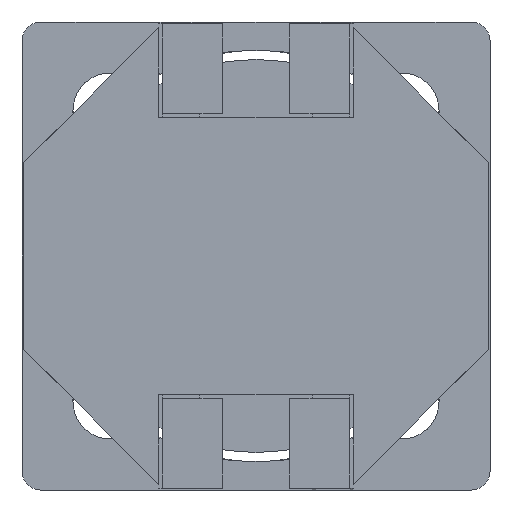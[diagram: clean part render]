
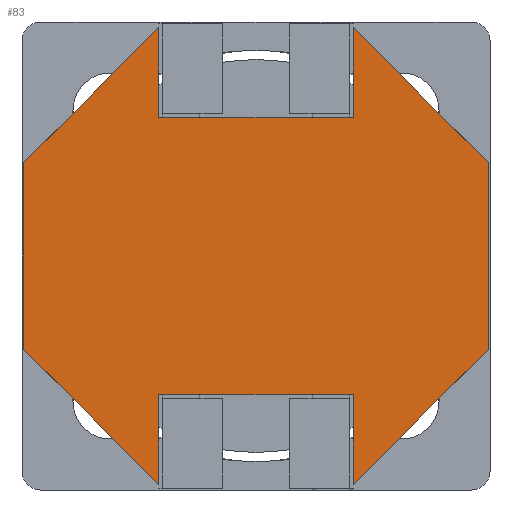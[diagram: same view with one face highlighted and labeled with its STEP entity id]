
A CAD part, front view. The second image highlights one B-rep face of the part: STEP entity #83.
In plain terms, the highlighted planar face has unit normal (0, -1, 0).
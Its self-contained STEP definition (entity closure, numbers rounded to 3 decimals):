
#83=ADVANCED_FACE('',(#222),#223,.F.);
#222=FACE_OUTER_BOUND('',#425,.T.);
#223=PLANE('',#426);
#425=EDGE_LOOP('',(#927,#928,#929,#930,#931,#932,#933,#934,#935,#936,#937,#938));
#426=AXIS2_PLACEMENT_3D('',#939,#940,#941);
#927=ORIENTED_EDGE('',*,*,#1743,.F.);
#928=ORIENTED_EDGE('',*,*,#1753,.T.);
#929=ORIENTED_EDGE('',*,*,#1754,.T.);
#930=ORIENTED_EDGE('',*,*,#1755,.T.);
#931=ORIENTED_EDGE('',*,*,#1756,.F.);
#932=ORIENTED_EDGE('',*,*,#1757,.F.);
#933=ORIENTED_EDGE('',*,*,#1758,.F.);
#934=ORIENTED_EDGE('',*,*,#1759,.T.);
#935=ORIENTED_EDGE('',*,*,#1656,.T.);
#936=ORIENTED_EDGE('',*,*,#1650,.T.);
#937=ORIENTED_EDGE('',*,*,#1752,.F.);
#938=ORIENTED_EDGE('',*,*,#1760,.F.);
#939=CARTESIAN_POINT('',(0.0,-0.2,0.0));
#940=DIRECTION('',(-0.0,1.0,0.0));
#941=DIRECTION('',(1.0,0.0,0.0));
#1650=EDGE_CURVE('',#2092,#2090,#2093,.T.);
#1656=EDGE_CURVE('',#2103,#2092,#2104,.T.);
#1743=EDGE_CURVE('',#2255,#2257,#2258,.T.);
#1752=EDGE_CURVE('',#2267,#2090,#2269,.T.);
#1753=EDGE_CURVE('',#2255,#2270,#2271,.T.);
#1754=EDGE_CURVE('',#2270,#2272,#2273,.T.);
#1755=EDGE_CURVE('',#2272,#2274,#2275,.T.);
#1756=EDGE_CURVE('',#2276,#2274,#2277,.T.);
#1757=EDGE_CURVE('',#2278,#2276,#2279,.T.);
#1758=EDGE_CURVE('',#2280,#2278,#2281,.T.);
#1759=EDGE_CURVE('',#2280,#2103,#2282,.T.);
#1760=EDGE_CURVE('',#2257,#2267,#2283,.T.);
#2090=VERTEX_POINT('',#2729);
#2092=VERTEX_POINT('',#2732);
#2093=LINE('',#2733,#2734);
#2103=VERTEX_POINT('',#2749);
#2104=LINE('',#2750,#2751);
#2255=VERTEX_POINT('',#2965);
#2257=VERTEX_POINT('',#2968);
#2258=LINE('',#2969,#2970);
#2267=VERTEX_POINT('',#2983);
#2269=LINE('',#2986,#2987);
#2270=VERTEX_POINT('',#2988);
#2271=LINE('',#2989,#2990);
#2272=VERTEX_POINT('',#2991);
#2273=LINE('',#2992,#2993);
#2274=VERTEX_POINT('',#2994);
#2275=LINE('',#2995,#2996);
#2276=VERTEX_POINT('',#2997);
#2277=LINE('',#2998,#2999);
#2278=VERTEX_POINT('',#3000);
#2279=LINE('',#3001,#3002);
#2280=VERTEX_POINT('',#3003);
#2281=LINE('',#3004,#3005);
#2282=LINE('',#3006,#3007);
#2283=LINE('',#3008,#3009);
#2729=CARTESIAN_POINT('',(-2.6,-0.2,6.1));
#2732=CARTESIAN_POINT('',(-2.6,-0.2,3.7));
#2733=CARTESIAN_POINT('',(-2.6,-0.2,3.7));
#2734=VECTOR('',#3468,2.4);
#2749=CARTESIAN_POINT('',(2.6,-0.2,3.7));
#2750=CARTESIAN_POINT('',(2.6,-0.2,3.7));
#2751=VECTOR('',#3474,5.2);
#2965=CARTESIAN_POINT('',(-2.6,-0.2,-6.1));
#2968=CARTESIAN_POINT('',(-6.2,-0.2,-2.5));
#2969=CARTESIAN_POINT('',(-2.6,-0.2,-6.1));
#2970=VECTOR('',#3605,5.091);
#2983=CARTESIAN_POINT('',(-6.2,-0.2,2.5));
#2986=CARTESIAN_POINT('',(-6.2,-0.2,2.5));
#2987=VECTOR('',#3620,5.091);
#2988=CARTESIAN_POINT('',(-2.6,-0.2,-3.7));
#2989=CARTESIAN_POINT('',(-2.6,-0.2,-6.1));
#2990=VECTOR('',#3621,2.4);
#2991=CARTESIAN_POINT('',(2.6,-0.2,-3.7));
#2992=CARTESIAN_POINT('',(-2.6,-0.2,-3.7));
#2993=VECTOR('',#3622,5.2);
#2994=CARTESIAN_POINT('',(2.6,-0.2,-6.1));
#2995=CARTESIAN_POINT('',(2.6,-0.2,-3.7));
#2996=VECTOR('',#3623,2.4);
#2997=CARTESIAN_POINT('',(6.2,-0.2,-2.5));
#2998=CARTESIAN_POINT('',(6.2,-0.2,-2.5));
#2999=VECTOR('',#3624,5.091);
#3000=CARTESIAN_POINT('',(6.2,-0.2,2.5));
#3001=CARTESIAN_POINT('',(6.2,-0.2,2.5));
#3002=VECTOR('',#3625,5.0);
#3003=CARTESIAN_POINT('',(2.6,-0.2,6.1));
#3004=CARTESIAN_POINT('',(2.6,-0.2,6.1));
#3005=VECTOR('',#3626,5.091);
#3006=CARTESIAN_POINT('',(2.6,-0.2,6.1));
#3007=VECTOR('',#3627,2.4);
#3008=CARTESIAN_POINT('',(-6.2,-0.2,-2.5));
#3009=VECTOR('',#3628,5.0);
#3468=DIRECTION('',(0.0,0.0,1.0));
#3474=DIRECTION('',(-1.0,0.0,0.0));
#3605=DIRECTION('',(-0.707,0.0,0.707));
#3620=DIRECTION('',(0.707,0.0,0.707));
#3621=DIRECTION('',(0.0,0.0,1.0));
#3622=DIRECTION('',(1.0,0.0,0.0));
#3623=DIRECTION('',(0.0,0.0,-1.0));
#3624=DIRECTION('',(-0.707,0.0,-0.707));
#3625=DIRECTION('',(0.0,0.0,-1.0));
#3626=DIRECTION('',(0.707,0.0,-0.707));
#3627=DIRECTION('',(0.0,0.0,-1.0));
#3628=DIRECTION('',(0.0,0.0,1.0));
